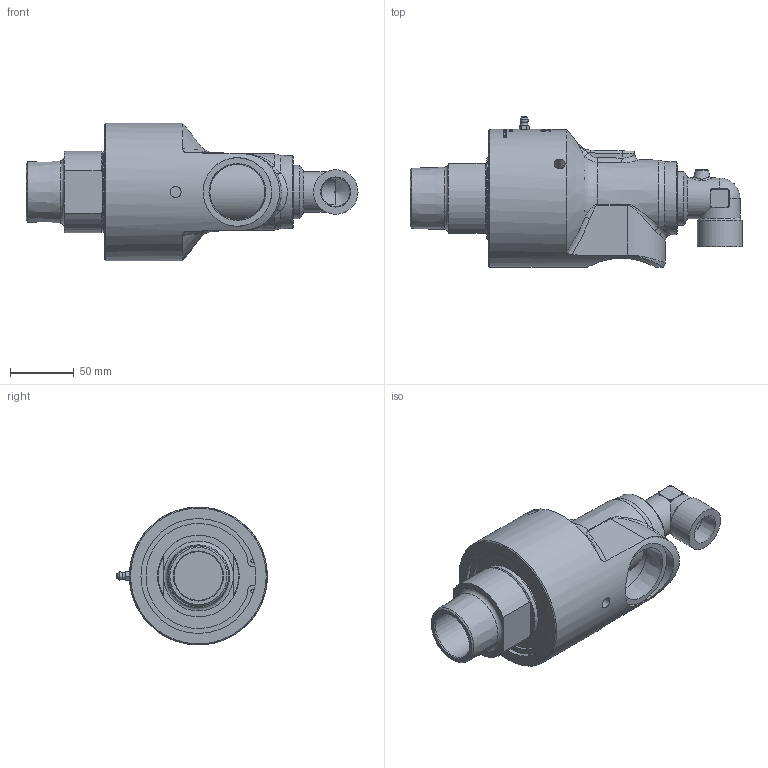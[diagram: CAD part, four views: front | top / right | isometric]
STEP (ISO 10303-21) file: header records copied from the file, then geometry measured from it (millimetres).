
FILE_DESCRIPTION(/* description */ (''),/* implementation_level */ '2;1');
FILE_NAME(/* name */ '557-000-002013-IC.stp',/* time_stamp */ '2022-07-05T14:26:04-05:00',/* author */ ('GALINDOLM'),/* organization */ (''),/* preprocessor_version */ 'ST-DEVELOPER v18.1',/* originating_system */ 'Autodesk Inventor 2022',/* authorisation */ '');
FILE_SCHEMA (('AUTOMOTIVE_DESIGN { 1 0 10303 214 3 1 1 }'));
Products named in the file (1): 557-000-002013-IC
Bounding box: 260.2 x 117.99 x 108 mm (x, y, z)
Volume: 996782.3 mm3; surface area: 101633.1 mm2
Topology: 1 solids, 2 shells, 985 faces, 2565 edges, 1684 vertices
Faces by surface type: bspline 436, plane 358, cylinder 147, cone 26, torus 15, sphere 3
Full cylindrical faces by diameter (mm): 3 x1, 3.175 x2, 5.359 x1, 8.6 x3, 22.631 x2, 27.05 x1, 32 x1, 35 x1, 37.313 x1, 38.1 x1, 43.256 x1, 53.7 x1, 56.25 x1, 64 x1, 90.07 x1, 108 x1
Entity records: 44009 total; most frequent: CARTESIAN_POINT 22088, ORIENTED_EDGE 5108, DIRECTION 3305, EDGE_CURVE 2554, VERTEX_POINT 1684, AXIS2_PLACEMENT_3D 1126, EDGE_LOOP 1098, LINE 1053
